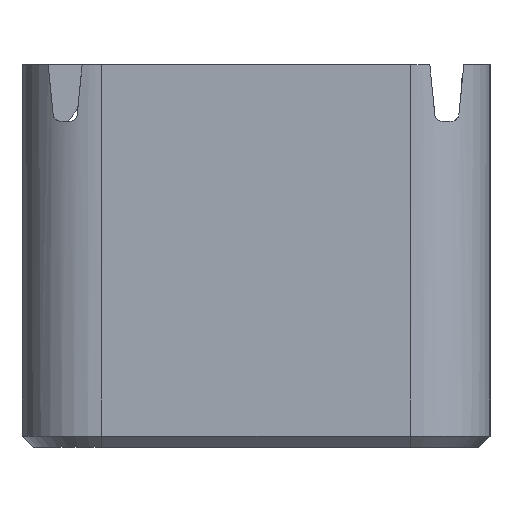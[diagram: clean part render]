
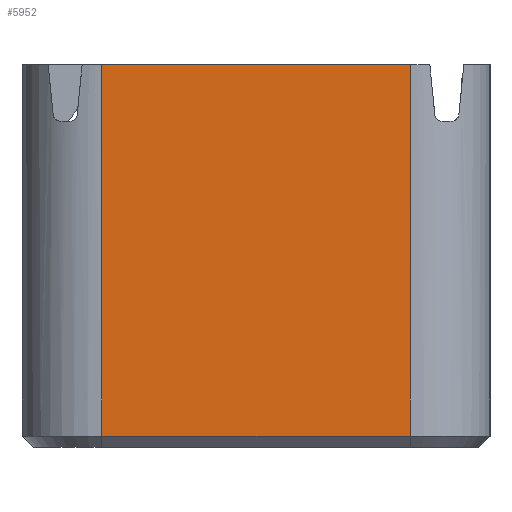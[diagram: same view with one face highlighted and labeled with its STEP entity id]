
A CAD part, left-side view. The second image highlights one B-rep face of the part: STEP entity #5952.
In plain terms, the highlighted planar face has unit normal (-1, 0, 0).
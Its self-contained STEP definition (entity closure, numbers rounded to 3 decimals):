
#100 = PLANE('',#101);
#101 = AXIS2_PLACEMENT_3D('',#102,#103,#104);
#102 = CARTESIAN_POINT('',(0.,0.,33.7));
#103 = DIRECTION('',(0.,0.,1.));
#104 = DIRECTION('',(1.,0.,0.));
#128 = CYLINDRICAL_SURFACE('',#129,7.);
#129 = AXIS2_PLACEMENT_3D('',#130,#131,#132);
#130 = CARTESIAN_POINT('',(7.,34.2,33.7));
#131 = DIRECTION('',(0.,0.,-1.));
#132 = DIRECTION('',(-1.,-0.,-0.));
#3080 = VERTEX_POINT('',#3081);
#3081 = CARTESIAN_POINT('',(0.,34.2,1.));
#3103 = EDGE_CURVE('',#3104,#3080,#3106,.T.);
#3104 = VERTEX_POINT('',#3105);
#3105 = CARTESIAN_POINT('',(0.,34.2,33.7));
#3106 = SURFACE_CURVE('',#3107,(#3111,#3118),.PCURVE_S1.);
#3107 = LINE('',#3108,#3109);
#3108 = CARTESIAN_POINT('',(0.,34.2,33.7));
#3109 = VECTOR('',#3110,1.);
#3110 = DIRECTION('',(0.,0.,-1.));
#3111 = PCURVE('',#128,#3112);
#3112 = DEFINITIONAL_REPRESENTATION('',(#3113),#3117);
#3113 = LINE('',#3114,#3115);
#3114 = CARTESIAN_POINT('',(0.,0.));
#3115 = VECTOR('',#3116,1.);
#3116 = DIRECTION('',(0.,1.));
#3117 = ( GEOMETRIC_REPRESENTATION_CONTEXT(2) 
PARAMETRIC_REPRESENTATION_CONTEXT() REPRESENTATION_CONTEXT('2D SPACE',''
  ) );
#3118 = PCURVE('',#3119,#3124);
#3119 = PLANE('',#3120);
#3120 = AXIS2_PLACEMENT_3D('',#3121,#3122,#3123);
#3121 = CARTESIAN_POINT('',(0.,0.,0.));
#3122 = DIRECTION('',(1.,0.,0.));
#3123 = DIRECTION('',(0.,0.,1.));
#3124 = DEFINITIONAL_REPRESENTATION('',(#3125),#3129);
#3125 = LINE('',#3126,#3127);
#3126 = CARTESIAN_POINT('',(33.7,-34.2));
#3127 = VECTOR('',#3128,1.);
#3128 = DIRECTION('',(-1.,0.));
#3129 = ( GEOMETRIC_REPRESENTATION_CONTEXT(2) 
PARAMETRIC_REPRESENTATION_CONTEXT() REPRESENTATION_CONTEXT('2D SPACE',''
  ) );
#3753 = EDGE_CURVE('',#3104,#3754,#3756,.T.);
#3754 = VERTEX_POINT('',#3755);
#3755 = CARTESIAN_POINT('',(0.,7.,33.7));
#3756 = SURFACE_CURVE('',#3757,(#3761,#3768),.PCURVE_S1.);
#3757 = LINE('',#3758,#3759);
#3758 = CARTESIAN_POINT('',(0.,41.2,33.7));
#3759 = VECTOR('',#3760,1.);
#3760 = DIRECTION('',(0.,-1.,0.));
#3761 = PCURVE('',#100,#3762);
#3762 = DEFINITIONAL_REPRESENTATION('',(#3763),#3767);
#3763 = LINE('',#3764,#3765);
#3764 = CARTESIAN_POINT('',(0.,41.2));
#3765 = VECTOR('',#3766,1.);
#3766 = DIRECTION('',(0.,-1.));
#3767 = ( GEOMETRIC_REPRESENTATION_CONTEXT(2) 
PARAMETRIC_REPRESENTATION_CONTEXT() REPRESENTATION_CONTEXT('2D SPACE',''
  ) );
#3768 = PCURVE('',#3119,#3769);
#3769 = DEFINITIONAL_REPRESENTATION('',(#3770),#3774);
#3770 = LINE('',#3771,#3772);
#3771 = CARTESIAN_POINT('',(33.7,-41.2));
#3772 = VECTOR('',#3773,1.);
#3773 = DIRECTION('',(0.,1.));
#3774 = ( GEOMETRIC_REPRESENTATION_CONTEXT(2) 
PARAMETRIC_REPRESENTATION_CONTEXT() REPRESENTATION_CONTEXT('2D SPACE',''
  ) );
#3791 = CYLINDRICAL_SURFACE('',#3792,7.);
#3792 = AXIS2_PLACEMENT_3D('',#3793,#3794,#3795);
#3793 = CARTESIAN_POINT('',(7.,7.,0.));
#3794 = DIRECTION('',(0.,0.,1.));
#3795 = DIRECTION('',(-1.,0.,0.));
#4138 = PLANE('',#4139);
#4139 = AXIS2_PLACEMENT_3D('',#4140,#4141,#4142);
#4140 = CARTESIAN_POINT('',(0.5,7.,0.5));
#4141 = DIRECTION('',(-0.707,0.,-0.707));
#4142 = DIRECTION('',(0.,1.,0.));
#5952 = ADVANCED_FACE('',(#5953),#3119,.F.);
#5953 = FACE_BOUND('',#5954,.F.);
#5954 = EDGE_LOOP('',(#5955,#5956,#5957,#5980));
#5955 = ORIENTED_EDGE('',*,*,#3103,.F.);
#5956 = ORIENTED_EDGE('',*,*,#3753,.T.);
#5957 = ORIENTED_EDGE('',*,*,#5958,.F.);
#5958 = EDGE_CURVE('',#5959,#3754,#5961,.T.);
#5959 = VERTEX_POINT('',#5960);
#5960 = CARTESIAN_POINT('',(0.,7.,1.));
#5961 = SURFACE_CURVE('',#5962,(#5966,#5973),.PCURVE_S1.);
#5962 = LINE('',#5963,#5964);
#5963 = CARTESIAN_POINT('',(0.,7.,0.));
#5964 = VECTOR('',#5965,1.);
#5965 = DIRECTION('',(0.,0.,1.));
#5966 = PCURVE('',#3119,#5967);
#5967 = DEFINITIONAL_REPRESENTATION('',(#5968),#5972);
#5968 = LINE('',#5969,#5970);
#5969 = CARTESIAN_POINT('',(0.,-7.));
#5970 = VECTOR('',#5971,1.);
#5971 = DIRECTION('',(1.,0.));
#5972 = ( GEOMETRIC_REPRESENTATION_CONTEXT(2) 
PARAMETRIC_REPRESENTATION_CONTEXT() REPRESENTATION_CONTEXT('2D SPACE',''
  ) );
#5973 = PCURVE('',#3791,#5974);
#5974 = DEFINITIONAL_REPRESENTATION('',(#5975),#5979);
#5975 = LINE('',#5976,#5977);
#5976 = CARTESIAN_POINT('',(0.,0.));
#5977 = VECTOR('',#5978,1.);
#5978 = DIRECTION('',(0.,1.));
#5979 = ( GEOMETRIC_REPRESENTATION_CONTEXT(2) 
PARAMETRIC_REPRESENTATION_CONTEXT() REPRESENTATION_CONTEXT('2D SPACE',''
  ) );
#5980 = ORIENTED_EDGE('',*,*,#5981,.T.);
#5981 = EDGE_CURVE('',#5959,#3080,#5982,.T.);
#5982 = SURFACE_CURVE('',#5983,(#5987,#5994),.PCURVE_S1.);
#5983 = LINE('',#5984,#5985);
#5984 = CARTESIAN_POINT('',(0.,7.,1.));
#5985 = VECTOR('',#5986,1.);
#5986 = DIRECTION('',(0.,1.,0.));
#5987 = PCURVE('',#3119,#5988);
#5988 = DEFINITIONAL_REPRESENTATION('',(#5989),#5993);
#5989 = LINE('',#5990,#5991);
#5990 = CARTESIAN_POINT('',(1.,-7.));
#5991 = VECTOR('',#5992,1.);
#5992 = DIRECTION('',(0.,-1.));
#5993 = ( GEOMETRIC_REPRESENTATION_CONTEXT(2) 
PARAMETRIC_REPRESENTATION_CONTEXT() REPRESENTATION_CONTEXT('2D SPACE',''
  ) );
#5994 = PCURVE('',#4138,#5995);
#5995 = DEFINITIONAL_REPRESENTATION('',(#5996),#6000);
#5996 = LINE('',#5997,#5998);
#5997 = CARTESIAN_POINT('',(0.,-0.707));
#5998 = VECTOR('',#5999,1.);
#5999 = DIRECTION('',(1.,0.));
#6000 = ( GEOMETRIC_REPRESENTATION_CONTEXT(2) 
PARAMETRIC_REPRESENTATION_CONTEXT() REPRESENTATION_CONTEXT('2D SPACE',''
  ) );
